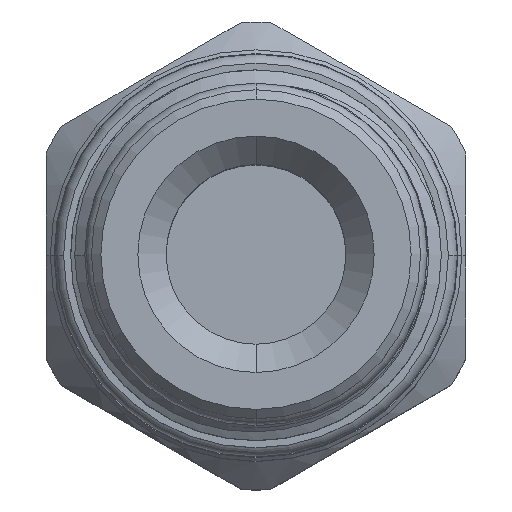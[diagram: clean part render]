
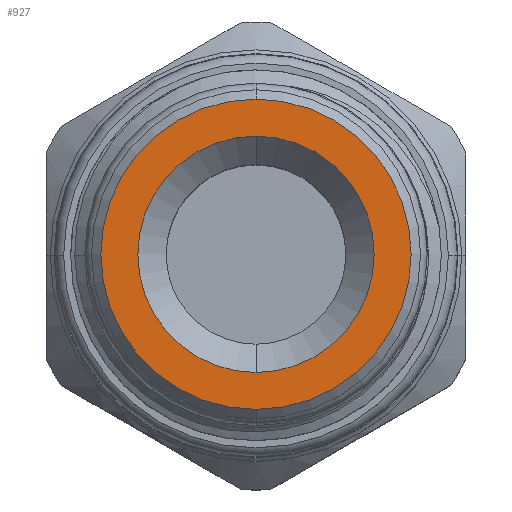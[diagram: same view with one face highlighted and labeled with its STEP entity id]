
A CAD part, top view. The second image highlights one B-rep face of the part: STEP entity #927.
In plain terms, the highlighted planar face has unit normal (0, 0, 1).
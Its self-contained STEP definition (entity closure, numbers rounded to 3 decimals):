
#292 = CARTESIAN_POINT ( 'NONE',  ( 0., 0., 45.082 ) ) ;
#549 = VERTEX_POINT ( 'NONE', #1928 ) ;
#927 = ADVANCED_FACE ( 'NONE', ( #13725, #2834 ), #7513, .F. ) ;
#1033 = AXIS2_PLACEMENT_3D ( 'NONE', #14462, #13356, #5172 ) ;
#1186 = ORIENTED_EDGE ( 'NONE', *, *, #9678, .F. ) ;
#1539 = ORIENTED_EDGE ( 'NONE', *, *, #10239, .F. ) ;
#1876 = AXIS2_PLACEMENT_3D ( 'NONE', #292, #2768, #10733 ) ;
#1928 = CARTESIAN_POINT ( 'NONE',  ( 0., -6.265, 45.082 ) ) ;
#2063 = AXIS2_PLACEMENT_3D ( 'NONE', #5764, #9250, #5812 ) ;
#2708 = CIRCLE ( 'NONE', #13007, 8.225 ) ;
#2768 = DIRECTION ( 'NONE',  ( 0., 0., 1. ) ) ;
#2834 = FACE_BOUND ( 'NONE', #3296, .T. ) ;
#2896 = CIRCLE ( 'NONE', #1876, 6.265 ) ;
#3296 = EDGE_LOOP ( 'NONE', ( #1186, #1539 ) ) ;
#3729 = CARTESIAN_POINT ( 'NONE',  ( 0., 0., 45.082 ) ) ;
#5172 = DIRECTION ( 'NONE',  ( 0., -1., 0. ) ) ;
#5764 = CARTESIAN_POINT ( 'NONE',  ( 0., 0., 45.082 ) ) ;
#5812 = DIRECTION ( 'NONE',  ( 0., -1., 0. ) ) ;
#6881 = CIRCLE ( 'NONE', #8598, 6.265 ) ;
#6955 = DIRECTION ( 'NONE',  ( 0., 1., 0. ) ) ;
#7189 = DIRECTION ( 'NONE',  ( 0., -1., 0. ) ) ;
#7232 = EDGE_CURVE ( 'NONE', #8774, #13689, #2708, .T. ) ;
#7439 = CARTESIAN_POINT ( 'NONE',  ( 0., 8.225, 45.082 ) ) ;
#7513 = PLANE ( 'NONE',  #1033 ) ;
#7841 = CARTESIAN_POINT ( 'NONE',  ( 0., -8.225, 45.082 ) ) ;
#8018 = CIRCLE ( 'NONE', #2063, 8.225 ) ;
#8598 = AXIS2_PLACEMENT_3D ( 'NONE', #12847, #9615, #6955 ) ;
#8774 = VERTEX_POINT ( 'NONE', #7439 ) ;
#9250 = DIRECTION ( 'NONE',  ( 0., 0., 1. ) ) ;
#9615 = DIRECTION ( 'NONE',  ( 0., 0., 1. ) ) ;
#9678 = EDGE_CURVE ( 'NONE', #11838, #549, #2896, .T. ) ;
#10239 = EDGE_CURVE ( 'NONE', #549, #11838, #6881, .T. ) ;
#10733 = DIRECTION ( 'NONE',  ( 0., 1., 0. ) ) ;
#11838 = VERTEX_POINT ( 'NONE', #12995 ) ;
#11854 = DIRECTION ( 'NONE',  ( 0., 0., 1. ) ) ;
#12804 = ORIENTED_EDGE ( 'NONE', *, *, #7232, .T. ) ;
#12847 = CARTESIAN_POINT ( 'NONE',  ( 0., 0., 45.082 ) ) ;
#12995 = CARTESIAN_POINT ( 'NONE',  ( 0., 6.265, 45.082 ) ) ;
#13007 = AXIS2_PLACEMENT_3D ( 'NONE', #3729, #11854, #7189 ) ;
#13158 = EDGE_LOOP ( 'NONE', ( #14969, #12804 ) ) ;
#13356 = DIRECTION ( 'NONE',  ( 0., 0., -1. ) ) ;
#13689 = VERTEX_POINT ( 'NONE', #7841 ) ;
#13725 = FACE_OUTER_BOUND ( 'NONE', #13158, .T. ) ;
#14462 = CARTESIAN_POINT ( 'NONE',  ( 0., 0., 45.082 ) ) ;
#14969 = ORIENTED_EDGE ( 'NONE', *, *, #15043, .T. ) ;
#15043 = EDGE_CURVE ( 'NONE', #13689, #8774, #8018, .T. ) ;
